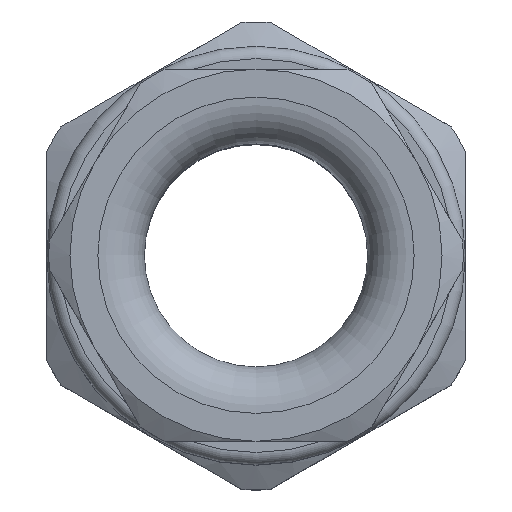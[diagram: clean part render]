
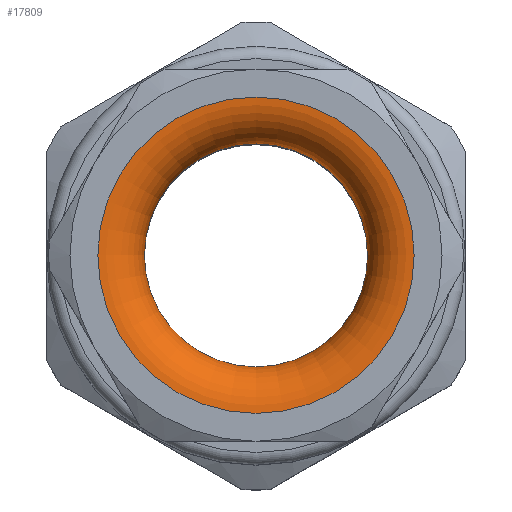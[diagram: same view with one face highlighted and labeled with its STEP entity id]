
A CAD part, top view. The second image highlights one B-rep face of the part: STEP entity #17809.
In plain terms, the highlighted toroidal (fillet/blend) face has major radius 10.2 mm and minor radius 3 mm.
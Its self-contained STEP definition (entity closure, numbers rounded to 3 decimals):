
#17263=CARTESIAN_POINT('',(-0.,-10.2,42.));
#17264=VERTEX_POINT('',#17263);
#17265=CARTESIAN_POINT('',(0.,-0.,42.));
#17266=DIRECTION('',(-0.,-0.,-1.));
#17267=DIRECTION('',(-0.,-1.,0.));
#17268=AXIS2_PLACEMENT_3D('',#17265,#17266,#17267);
#17269=CIRCLE('',#17268,10.2);
#17270=EDGE_CURVE('',#17264,#17264,#17269,.T.);
#17755=CARTESIAN_POINT('',(-0.,-7.2,39.));
#17756=VERTEX_POINT('',#17755);
#17765=CARTESIAN_POINT('',(0.,0.,39.));
#17766=DIRECTION('',(0.,0.,1.));
#17767=DIRECTION('',(-0.,-1.,0.));
#17768=AXIS2_PLACEMENT_3D('',#17765,#17766,#17767);
#17769=CIRCLE('',#17768,7.2);
#17770=EDGE_CURVE('',#17756,#17756,#17769,.T.);
#17792=CARTESIAN_POINT('',(0.,0.,39.));
#17793=DIRECTION('',(0.,0.,1.));
#17794=DIRECTION('',(-0.,-1.,0.));
#17795=AXIS2_PLACEMENT_3D('',#17792,#17793,#17794);
#17796=TOROIDAL_SURFACE('',#17795,10.2,3.);
#17797=CARTESIAN_POINT('',(-0.,-10.2,39.));
#17798=DIRECTION('',(1.,-0.,-0.));
#17799=DIRECTION('',(-0.,-1.,0.));
#17800=AXIS2_PLACEMENT_3D('',#17797,#17798,#17799);
#17801=CIRCLE('',#17800,3.);
#17802=EDGE_CURVE('',#17756,#17264,#17801,.T.);
#17803=ORIENTED_EDGE('',*,*,#17802,.T.);
#17804=ORIENTED_EDGE('',*,*,#17270,.F.);
#17805=ORIENTED_EDGE('',*,*,#17802,.F.);
#17806=ORIENTED_EDGE('',*,*,#17770,.F.);
#17807=EDGE_LOOP('',(#17803,#17804,#17805,#17806));
#17808=FACE_BOUND('',#17807,.T.);
#17809=ADVANCED_FACE('',(#17808),#17796,.T.);
